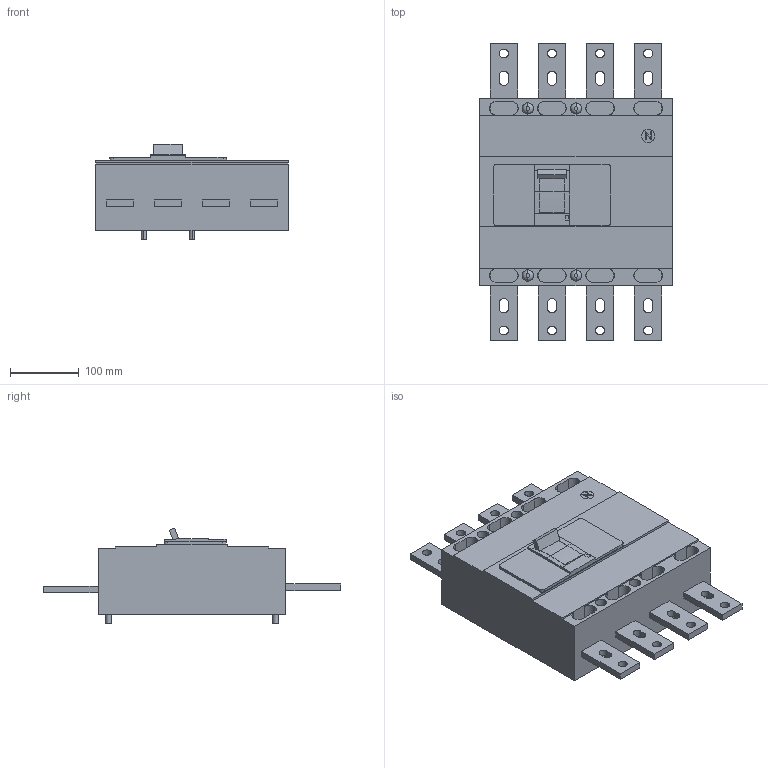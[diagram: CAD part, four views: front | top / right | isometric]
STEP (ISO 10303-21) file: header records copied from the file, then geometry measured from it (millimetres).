
FILE_DESCRIPTION(('CoCreate Modeling STEP Export'),'2;1');
FILE_NAME('ＰＶＳ８００ＮＮＬ４Ｆ８００Ａ.stp','2016-03-31T11:57:51',(''),(''),'CoCreate Modeling STEP processor for AP214 (Solid Model)','CoCreate Modeling 17.0 01-Apr-2010 (C) Parametric Technology GmbH','');
FILE_SCHEMA(('AUTOMOTIVE_DESIGN { 1 0 10303 214 1 1 1 1 }'));
Length unit declared in the file: millimetre
Products named in the file (3): P1; P2; ＰＶＳ８００ＮＮＬ４Ｆ８００Ａ
Assembly tree (5 placements, depth 2):
  ＰＶＳ８００ＮＮＬ４Ｆ８００Ａ
    P2  x4
    P1
Bounding box: 280 x 433 x 139.18 mm (x, y, z)
Volume: 7400443.3 mm3; surface area: 435945.9 mm2
Topology: 5 solids, 5 shells, 291 faces, 847 edges, 562 vertices
Faces by surface type: plane 177, cylinder 106, torus 8
Entity records: 8744 total; most frequent: ORIENTED_EDGE 1598, CARTESIAN_POINT 1332, DIRECTION 1136, EDGE_CURVE 799, VERTEX_POINT 532, VECTOR 464, LINE 464, AXIS2_PLACEMENT_3D 336
